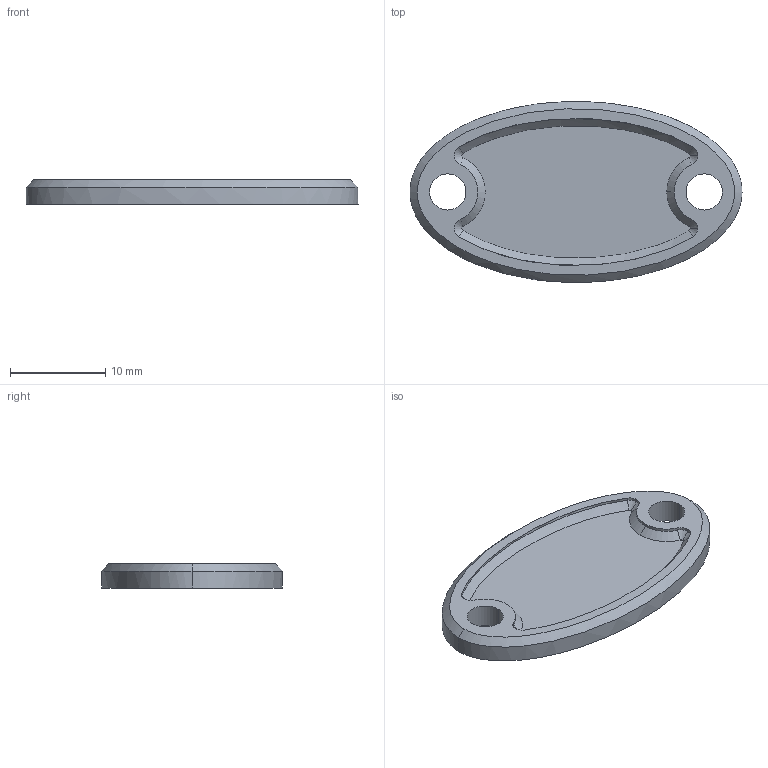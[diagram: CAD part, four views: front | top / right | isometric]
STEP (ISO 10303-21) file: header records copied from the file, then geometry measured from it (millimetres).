
FILE_DESCRIPTION (( 'STEP AP214' ), '1' );
FILE_NAME ('SN Plate Blank STEP.STEP', '2022-09-03T22:36:33', ( '' ), ( '' ), 'SwSTEP 2.0', 'SolidWorks 2022', '' );
FILE_SCHEMA (( 'AUTOMOTIVE_DESIGN' ));
Length unit declared in the file: inch
Products named in the file (1): SN Plate Blank STEP
Bounding box: 34.92 x 19.03 x 2.54 mm (x, y, z)
Volume: 929.1 mm3; surface area: 1286.8 mm2
Topology: 1 solids, 1 shells, 33 faces, 79 edges, 49 vertices
Faces by surface type: cylinder 13, cone 9, bspline 8, plane 3
Entity records: 3221 total; most frequent: CARTESIAN_POINT 2443, ORIENTED_EDGE 158, DIRECTION 148, EDGE_CURVE 79, AXIS2_PLACEMENT_3D 62, VERTEX_POINT 49, EDGE_LOOP 38, CIRCLE 36
